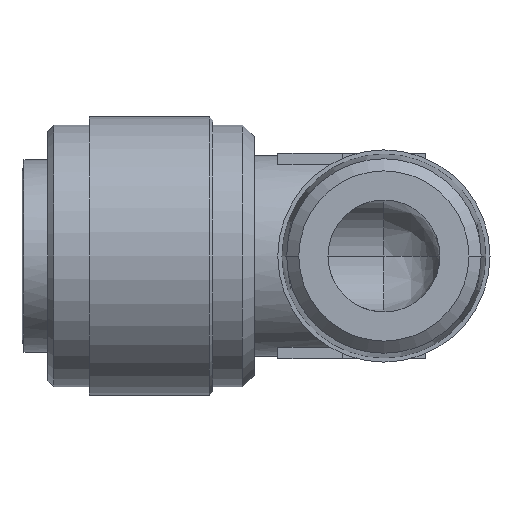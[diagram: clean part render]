
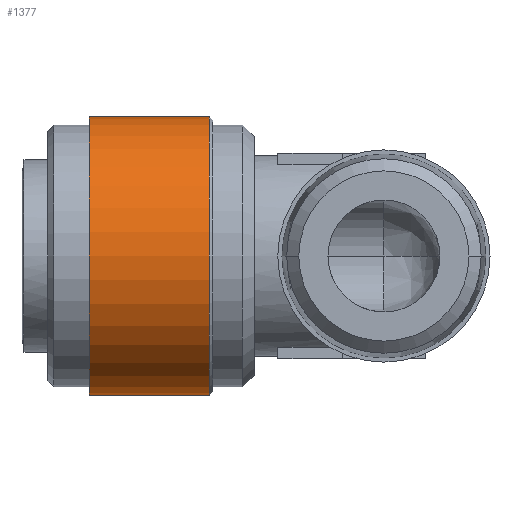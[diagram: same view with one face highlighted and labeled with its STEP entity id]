
A CAD part, front view. The second image highlights one B-rep face of the part: STEP entity #1377.
In plain terms, the highlighted cylindrical face has radius 11.8 mm (diameter 23.6 mm), a partial arc.
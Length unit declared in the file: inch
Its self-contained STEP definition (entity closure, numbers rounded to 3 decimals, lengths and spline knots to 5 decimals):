
#39 = DIRECTION ( 'NONE',  ( 0., 0., -1. ) ) ;
#41 = CYLINDRICAL_SURFACE ( 'NONE', #650, 0.46457 ) ;
#51 = DIRECTION ( 'NONE',  ( 1., 0., 0. ) ) ;
#188 = CARTESIAN_POINT ( 'NONE',  ( -0.98425, 1.0827, 0. ) ) ;
#205 = EDGE_CURVE ( 'NONE', #1314, #1626, #2514, .T. ) ;
#326 = CARTESIAN_POINT ( 'NONE',  ( -0.58268, 1.0827, -0.46457 ) ) ;
#389 = DIRECTION ( 'NONE',  ( 0., 0., -1. ) ) ;
#512 = CARTESIAN_POINT ( 'NONE',  ( -0.58268, 1.0827, 0.46457 ) ) ;
#537 = AXIS2_PLACEMENT_3D ( 'NONE', #188, #1649, #389 ) ;
#619 = CARTESIAN_POINT ( 'NONE',  ( -0.78346, 1.0827, 0.46457 ) ) ;
#650 = AXIS2_PLACEMENT_3D ( 'NONE', #1323, #2347, #39 ) ;
#665 = VECTOR ( 'NONE', #1667, 39.37008 ) ;
#834 = ORIENTED_EDGE ( 'NONE', *, *, #1898, .F. ) ;
#852 = DIRECTION ( 'NONE',  ( -1., 0., 0. ) ) ;
#1100 = CARTESIAN_POINT ( 'NONE',  ( -0.98425, 1.0827, -0.46457 ) ) ;
#1203 = ORIENTED_EDGE ( 'NONE', *, *, #2063, .T. ) ;
#1234 = LINE ( 'NONE', #619, #665 ) ;
#1237 = FACE_OUTER_BOUND ( 'NONE', #1857, .T. ) ;
#1268 = AXIS2_PLACEMENT_3D ( 'NONE', #2106, #852, #2320 ) ;
#1310 = CARTESIAN_POINT ( 'NONE',  ( -0.98425, 1.0827, 0.46457 ) ) ;
#1314 = VERTEX_POINT ( 'NONE', #1100 ) ;
#1323 = CARTESIAN_POINT ( 'NONE',  ( -0.78346, 1.0827, 0. ) ) ;
#1349 = VERTEX_POINT ( 'NONE', #1310 ) ;
#1377 = ADVANCED_FACE ( 'NONE', ( #1237 ), #41, .T. ) ;
#1526 = CIRCLE ( 'NONE', #1268, 0.46457 ) ;
#1582 = VERTEX_POINT ( 'NONE', #512 ) ;
#1626 = VERTEX_POINT ( 'NONE', #326 ) ;
#1649 = DIRECTION ( 'NONE',  ( -1., 0., 0. ) ) ;
#1667 = DIRECTION ( 'NONE',  ( 1., 0., 0. ) ) ;
#1755 = ORIENTED_EDGE ( 'NONE', *, *, #205, .T. ) ;
#1857 = EDGE_LOOP ( 'NONE', ( #834, #2094, #1755, #1203 ) ) ;
#1898 = EDGE_CURVE ( 'NONE', #1349, #1582, #1234, .T. ) ;
#2010 = EDGE_CURVE ( 'NONE', #1314, #1349, #2143, .T. ) ;
#2063 = EDGE_CURVE ( 'NONE', #1626, #1582, #1526, .T. ) ;
#2094 = ORIENTED_EDGE ( 'NONE', *, *, #2010, .F. ) ;
#2106 = CARTESIAN_POINT ( 'NONE',  ( -0.58268, 1.0827, 0. ) ) ;
#2143 = CIRCLE ( 'NONE', #537, 0.46457 ) ;
#2320 = DIRECTION ( 'NONE',  ( 0., 0., -1. ) ) ;
#2347 = DIRECTION ( 'NONE',  ( 1., 0., 0. ) ) ;
#2445 = VECTOR ( 'NONE', #51, 39.37008 ) ;
#2514 = LINE ( 'NONE', #2571, #2445 ) ;
#2571 = CARTESIAN_POINT ( 'NONE',  ( -0.78346, 1.0827, -0.46457 ) ) ;
